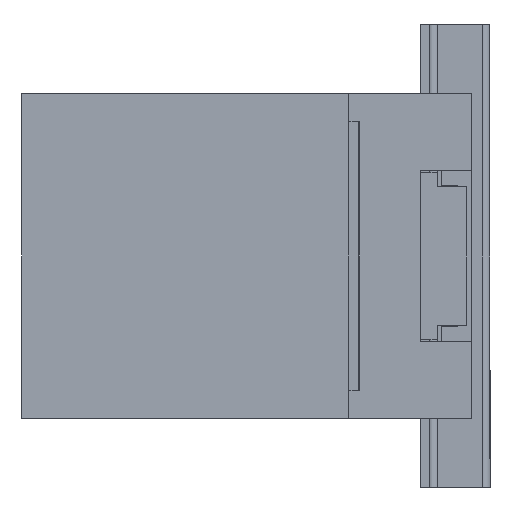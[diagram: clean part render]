
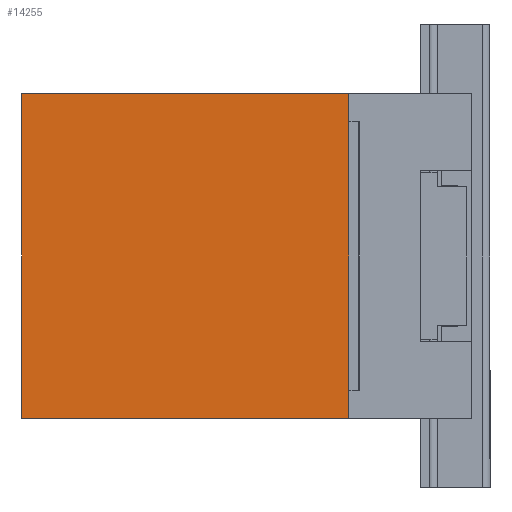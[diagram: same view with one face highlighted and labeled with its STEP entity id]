
A CAD part, left-side view. The second image highlights one B-rep face of the part: STEP entity #14255.
In plain terms, the highlighted planar face has unit normal (-1, 0, 0).
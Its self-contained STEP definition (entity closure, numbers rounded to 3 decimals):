
#49 = LINE ( 'NONE', #15347, #11407 ) ;
#1067 = AXIS2_PLACEMENT_3D ( 'NONE', #15459, #13689, #3074 ) ;
#1202 = PLANE ( 'NONE',  #1067 ) ;
#1432 = VECTOR ( 'NONE', #6454, 1000. ) ;
#2174 = VECTOR ( 'NONE', #20203, 1000. ) ;
#2397 = EDGE_CURVE ( 'NONE', #4145, #16295, #10412, .T. ) ;
#2716 = LINE ( 'NONE', #4392, #2174 ) ;
#2717 = ORIENTED_EDGE ( 'NONE', *, *, #15724, .T. ) ;
#3074 = DIRECTION ( 'NONE',  ( 0., 0., -1. ) ) ;
#3120 = CARTESIAN_POINT ( 'NONE',  ( -55., 35.3, 17.5 ) ) ;
#3595 = EDGE_CURVE ( 'NONE', #17234, #16295, #49, .T. ) ;
#3962 = EDGE_LOOP ( 'NONE', ( #10756, #19880, #4202, #2717 ) ) ;
#4050 = FACE_OUTER_BOUND ( 'NONE', #3962, .T. ) ;
#4090 = CARTESIAN_POINT ( 'NONE',  ( -55., 35.3, -17.5 ) ) ;
#4145 = VERTEX_POINT ( 'NONE', #7418 ) ;
#4202 = ORIENTED_EDGE ( 'NONE', *, *, #5733, .F. ) ;
#4392 = CARTESIAN_POINT ( 'NONE',  ( -55., 35.3, 17.5 ) ) ;
#5733 = EDGE_CURVE ( 'NONE', #14069, #4145, #2716, .T. ) ;
#6151 = LINE ( 'NONE', #22396, #1432 ) ;
#6273 = CARTESIAN_POINT ( 'NONE',  ( -55., 0., 17.5 ) ) ;
#6454 = DIRECTION ( 'NONE',  ( 0., -1., 0. ) ) ;
#7418 = CARTESIAN_POINT ( 'NONE',  ( -55., 35.3, 17.5 ) ) ;
#9688 = DIRECTION ( 'NONE',  ( 0., 0., 1. ) ) ;
#10412 = LINE ( 'NONE', #3120, #14560 ) ;
#10756 = ORIENTED_EDGE ( 'NONE', *, *, #3595, .T. ) ;
#11407 = VECTOR ( 'NONE', #9688, 1000. ) ;
#12265 = DIRECTION ( 'NONE',  ( 0., -1., 0. ) ) ;
#13689 = DIRECTION ( 'NONE',  ( 1., 0., 0. ) ) ;
#14069 = VERTEX_POINT ( 'NONE', #4090 ) ;
#14255 = ADVANCED_FACE ( 'NONE', ( #4050 ), #1202, .F. ) ;
#14560 = VECTOR ( 'NONE', #12265, 1000. ) ;
#15347 = CARTESIAN_POINT ( 'NONE',  ( -55., 0., 17.5 ) ) ;
#15459 = CARTESIAN_POINT ( 'NONE',  ( -55., 35.3, 17.5 ) ) ;
#15724 = EDGE_CURVE ( 'NONE', #14069, #17234, #6151, .T. ) ;
#16036 = CARTESIAN_POINT ( 'NONE',  ( -55., 0., -17.5 ) ) ;
#16295 = VERTEX_POINT ( 'NONE', #6273 ) ;
#17234 = VERTEX_POINT ( 'NONE', #16036 ) ;
#19880 = ORIENTED_EDGE ( 'NONE', *, *, #2397, .F. ) ;
#20203 = DIRECTION ( 'NONE',  ( 0., 0., 1. ) ) ;
#22396 = CARTESIAN_POINT ( 'NONE',  ( -55., 35.3, -17.5 ) ) ;
